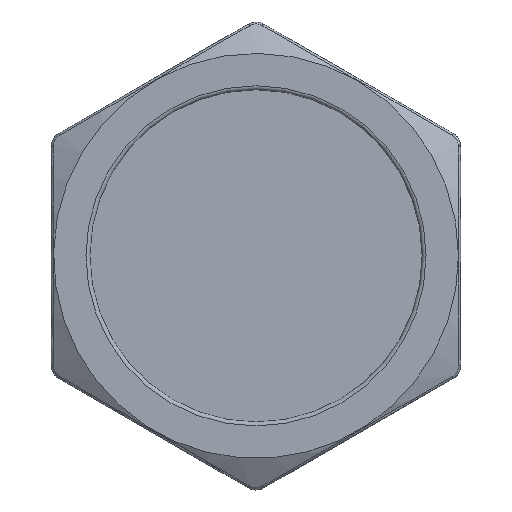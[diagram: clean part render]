
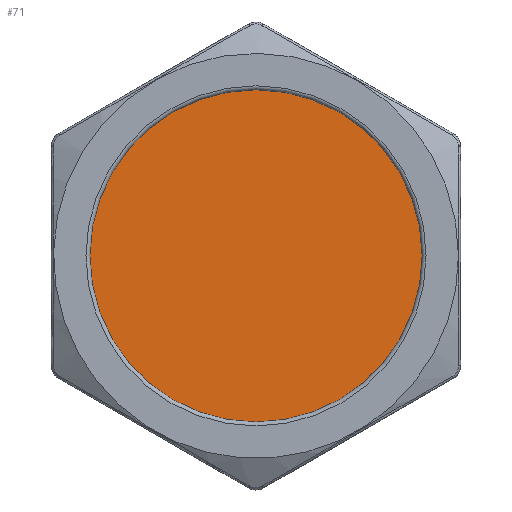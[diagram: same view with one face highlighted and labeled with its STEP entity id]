
A CAD part, top view. The second image highlights one B-rep face of the part: STEP entity #71.
In plain terms, the highlighted planar face has unit normal (0, 0, 1).
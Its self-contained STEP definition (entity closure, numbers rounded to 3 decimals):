
#71 = ADVANCED_FACE( '', ( #167 ), #168, .T. );
#167 = FACE_OUTER_BOUND( '', #366, .T. );
#168 = PLANE( '', #367 );
#366 = EDGE_LOOP( '', ( #1487 ) );
#367 = AXIS2_PLACEMENT_3D( '', #1488, #1489, #1490 );
#1487 = ORIENTED_EDGE( '', *, *, #1704, .T. );
#1488 = CARTESIAN_POINT( '', ( 0., 0., 17. ) );
#1489 = DIRECTION( '', ( 0., 0., 1. ) );
#1490 = DIRECTION( '', ( 1., 0., 0. ) );
#1704 = EDGE_CURVE( '', #1837, #1837, #1838, .T. );
#1837 = VERTEX_POINT( '', #2360 );
#1838 = CIRCLE( '', #2361, 10.55 );
#2360 = CARTESIAN_POINT( '', ( 10.55, 0., 17. ) );
#2361 = AXIS2_PLACEMENT_3D( '', #2776, #2777, #2778 );
#2776 = CARTESIAN_POINT( '', ( 0., 0., 17. ) );
#2777 = DIRECTION( '', ( 0., 0., 1. ) );
#2778 = DIRECTION( '', ( 1., 0., 0. ) );
